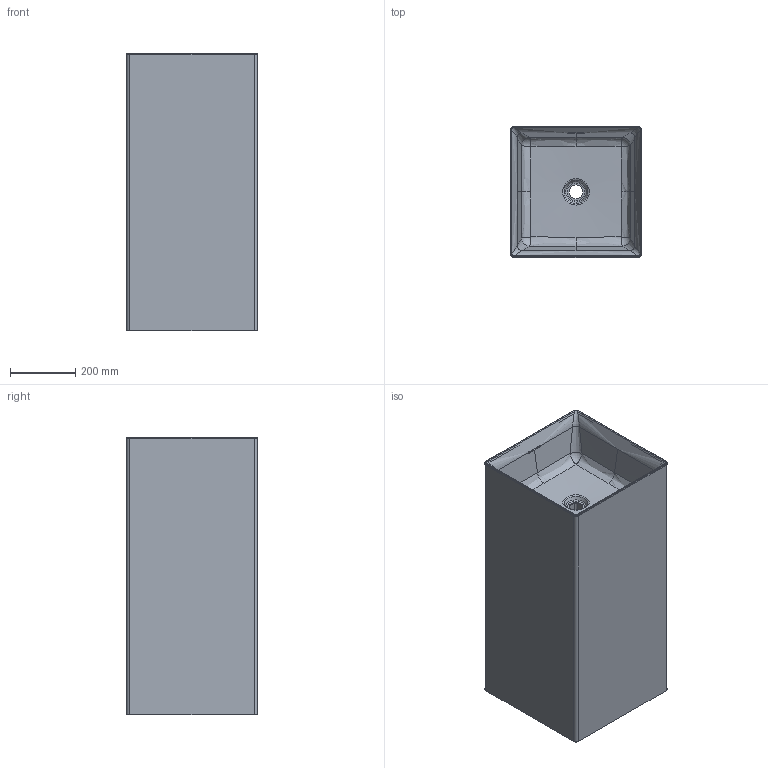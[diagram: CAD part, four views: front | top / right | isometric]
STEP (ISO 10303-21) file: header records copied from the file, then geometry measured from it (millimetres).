
FILE_DESCRIPTION(/* description */ ('CAx-IF Rec.Pracs.---Representation and Presentation of Product Manufacturing Information (PMI)---4.0---2014-10-13','CAx-IF Rec.Pracs.---3D Tessellated Geometry---0.4---2014-09-14','2;1'),/* implementation_level */ '2;1');
FILE_NAME(/* name */ 'OMSA01-400X400X850',/* time_stamp */ '2023-09-20T14:27:45+08:00',/* author */ (''),/* organization */ (''),/* preprocessor_version */ 'ST-DEVELOPER v18.102',/* originating_system */ 'SIEMENS PLM Software NX 2023',/* authorisation */ $);
FILE_SCHEMA (('AP242_MANAGED_MODEL_BASED_3D_ENGINEERING_MIM_LF { 1 0 10303 442 3 1 4 }'));
Length unit declared in the file: millimetre
Products named in the file (1): OMSA01-400X400X850
Bounding box: 400 x 400 x 850 mm (x, y, z)
Volume: 6539682 mm3; surface area: 3269992.7 mm2
Topology: 1 solids, 1 shells, 125 faces, 309 edges, 178 vertices
Faces by surface type: bspline 68, cylinder 25, plane 20, torus 8, cone 4
Full cylindrical faces by diameter (mm): 42 x1
Entity records: 15802 total; most frequent: CARTESIAN_POINT 13404, ORIENTED_EDGE 580, DIRECTION 296, EDGE_CURVE 290, B_SPLINE_CURVE_WITH_KNOTS 182, VERTEX_POINT 176, EDGE_LOOP 138, FACE_BOUND 138
